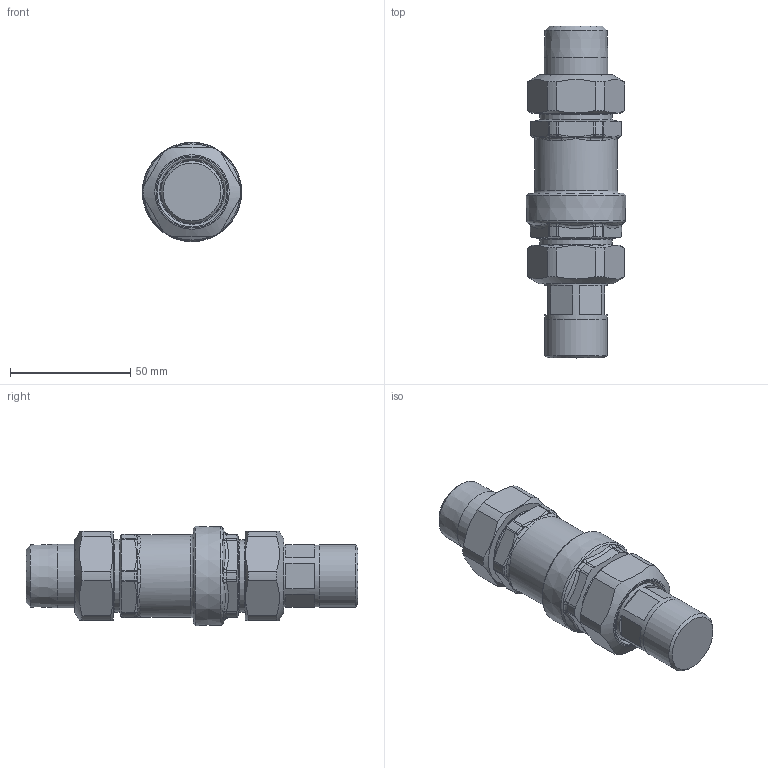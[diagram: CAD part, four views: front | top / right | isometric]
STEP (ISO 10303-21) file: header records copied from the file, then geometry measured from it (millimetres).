
FILE_DESCRIPTION(/* description */ (''),/* implementation_level */ '2;1');
FILE_NAME(/* name */ '127151AFC_Simplify_1.stp',/* time_stamp */ '2025-07-29T12:19:44-05:00',/* author */ ('ischreiner'),/* organization */ (''),/* preprocessor_version */ 'ST-DEVELOPER v20',/* originating_system */ 'Autodesk Inventor 2025',/* authorisation */ '');
FILE_SCHEMA (('AUTOMOTIVE_DESIGN { 1 0 10303 214 3 1 1 }'));
Length unit declared in the file: inch
Products named in the file (1): 127151AFC_Simplify_1
Bounding box: 41.38 x 138 x 41.38 mm (x, y, z)
Volume: 69672.7 mm3; surface area: 35251.5 mm2
Topology: 5 solids, 5 shells, 286 faces, 661 edges, 403 vertices
Faces by surface type: plane 77, cylinder 65, cone 57, bspline 44, torus 43
Full cylindrical faces by diameter (mm): 19 x1, 21 x2, 24.1 x2, 25 x2, 26 x2, 26.5 x1, 26.924 x2, 28.3 x2, 28.5 x1, 28.6 x1, 30 x6, 30.2 x1, 30.302 x2, 30.4 x1, 33.1 x2, 34.5 x1
Entity records: 11231 total; most frequent: CARTESIAN_POINT 4661, ORIENTED_EDGE 1322, DIRECTION 1291, EDGE_CURVE 661, AXIS2_PLACEMENT_3D 557, VERTEX_POINT 403, EDGE_LOOP 312, STYLED_ITEM 291
